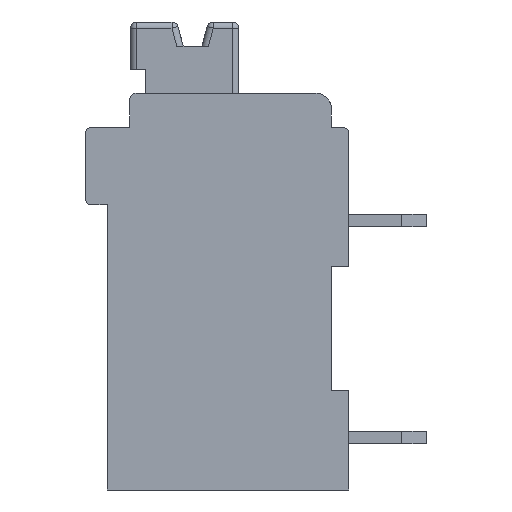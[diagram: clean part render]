
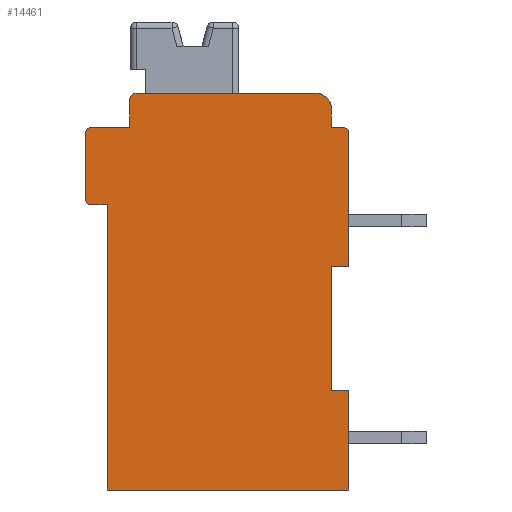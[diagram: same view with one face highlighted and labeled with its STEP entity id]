
A CAD part, left-side view. The second image highlights one B-rep face of the part: STEP entity #14461.
In plain terms, the highlighted planar face has unit normal (-1, 0, 0).
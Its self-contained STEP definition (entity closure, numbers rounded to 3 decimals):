
#358=PLANE('',#15356);
#835=CIRCLE('',#15316,0.5);
#837=CIRCLE('',#15320,0.2);
#857=CIRCLE('',#15357,0.2);
#858=CIRCLE('',#15358,0.2);
#859=CIRCLE('',#15359,0.2);
#2186=ORIENTED_EDGE('',*,*,#6260,.F.);
#2187=ORIENTED_EDGE('',*,*,#6174,.T.);
#2188=ORIENTED_EDGE('',*,*,#6169,.F.);
#2189=ORIENTED_EDGE('',*,*,#6181,.T.);
#2190=ORIENTED_EDGE('',*,*,#6179,.F.);
#2191=ORIENTED_EDGE('',*,*,#6225,.F.);
#2192=ORIENTED_EDGE('',*,*,#6312,.T.);
#2193=ORIENTED_EDGE('',*,*,#6217,.F.);
#2194=ORIENTED_EDGE('',*,*,#6313,.T.);
#2195=ORIENTED_EDGE('',*,*,#6214,.F.);
#2196=ORIENTED_EDGE('',*,*,#5617,.F.);
#2197=ORIENTED_EDGE('',*,*,#6199,.F.);
#2198=ORIENTED_EDGE('',*,*,#6207,.F.);
#2199=ORIENTED_EDGE('',*,*,#6213,.F.);
#2200=ORIENTED_EDGE('',*,*,#6289,.F.);
#2201=ORIENTED_EDGE('',*,*,#6209,.F.);
#2202=ORIENTED_EDGE('',*,*,#5636,.F.);
#2203=ORIENTED_EDGE('',*,*,#6314,.T.);
#2204=ORIENTED_EDGE('',*,*,#6261,.F.);
#5617=EDGE_CURVE('',#7772,#7773,#9150,.T.);
#5636=EDGE_CURVE('',#7784,#7785,#9169,.T.);
#6169=EDGE_CURVE('',#8235,#8236,#9668,.T.);
#6174=EDGE_CURVE('',#8240,#8236,#835,.F.);
#6179=EDGE_CURVE('',#8244,#8241,#9675,.T.);
#6181=EDGE_CURVE('',#8235,#8241,#837,.F.);
#6199=EDGE_CURVE('',#8258,#7772,#9693,.T.);
#6207=EDGE_CURVE('',#8263,#8258,#9701,.T.);
#6209=EDGE_CURVE('',#7785,#8265,#9703,.T.);
#6213=EDGE_CURVE('',#8267,#8263,#9707,.T.);
#6214=EDGE_CURVE('',#7773,#8268,#9708,.T.);
#6217=EDGE_CURVE('',#8269,#8270,#9711,.T.);
#6225=EDGE_CURVE('',#8273,#8244,#9716,.T.);
#6260=EDGE_CURVE('',#8240,#8291,#9735,.T.);
#6261=EDGE_CURVE('',#8291,#8292,#9736,.T.);
#6289=EDGE_CURVE('',#8265,#8267,#9764,.T.);
#6312=EDGE_CURVE('',#8273,#8270,#857,.F.);
#6313=EDGE_CURVE('',#8269,#8268,#858,.F.);
#6314=EDGE_CURVE('',#7784,#8292,#859,.F.);
#7772=VERTEX_POINT('',#20617);
#7773=VERTEX_POINT('',#20619);
#7784=VERTEX_POINT('',#20652);
#7785=VERTEX_POINT('',#20654);
#8235=VERTEX_POINT('',#21760);
#8236=VERTEX_POINT('',#21762);
#8240=VERTEX_POINT('',#21776);
#8241=VERTEX_POINT('',#21780);
#8244=VERTEX_POINT('',#21785);
#8258=VERTEX_POINT('',#21825);
#8263=VERTEX_POINT('',#21841);
#8265=VERTEX_POINT('',#21847);
#8267=VERTEX_POINT('',#21853);
#8268=VERTEX_POINT('',#21857);
#8269=VERTEX_POINT('',#21861);
#8270=VERTEX_POINT('',#21863);
#8273=VERTEX_POINT('',#21874);
#8291=VERTEX_POINT('',#21927);
#8292=VERTEX_POINT('',#21932);
#9150=LINE('',#20618,#10938);
#9169=LINE('',#20653,#10957);
#9668=LINE('',#21761,#11456);
#9675=LINE('',#21786,#11463);
#9693=LINE('',#21826,#11481);
#9701=LINE('',#21842,#11489);
#9703=LINE('',#21846,#11491);
#9707=LINE('',#21854,#11495);
#9708=LINE('',#21856,#11496);
#9711=LINE('',#21862,#11499);
#9716=LINE('',#21875,#11504);
#9735=LINE('',#21929,#11523);
#9736=LINE('',#21931,#11524);
#9764=LINE('',#21975,#11552);
#10938=VECTOR('',#16487,1000.);
#10957=VECTOR('',#16514,1000.);
#11456=VECTOR('',#17257,1000.);
#11463=VECTOR('',#17272,1000.);
#11481=VECTOR('',#17306,1000.);
#11489=VECTOR('',#17320,1000.);
#11491=VECTOR('',#17324,1000.);
#11495=VECTOR('',#17330,1000.);
#11496=VECTOR('',#17333,1000.);
#11499=VECTOR('',#17338,1000.);
#11504=VECTOR('',#17351,1000.);
#11523=VECTOR('',#17404,1000.);
#11524=VECTOR('',#17407,1000.);
#11552=VECTOR('',#17437,1000.);
#12721=EDGE_LOOP('',(#2186,#2187,#2188,#2189,#2190,#2191,#2192,#2193,#2194,
#2195,#2196,#2197,#2198,#2199,#2200,#2201,#2202,#2203,#2204));
#13513=FACE_BOUND('',#12721,.T.);
#14461=ADVANCED_FACE('',(#13513),#358,.F.);
#15316=AXIS2_PLACEMENT_3D('',#21775,#17264,#17265);
#15320=AXIS2_PLACEMENT_3D('',#21789,#17277,#17278);
#15356=AXIS2_PLACEMENT_3D('',#22008,#17460,#17461);
#15357=AXIS2_PLACEMENT_3D('',#22009,#17462,#17463);
#15358=AXIS2_PLACEMENT_3D('',#22010,#17464,#17465);
#15359=AXIS2_PLACEMENT_3D('',#22011,#17466,#17467);
#16487=DIRECTION('',(0.,0.,1.));
#16514=DIRECTION('',(0.,0.,-1.));
#17257=DIRECTION('',(0.,-1.,0.));
#17264=DIRECTION('',(1.,0.,0.));
#17265=DIRECTION('',(0.,0.,-1.));
#17272=DIRECTION('',(0.,0.,1.));
#17277=DIRECTION('',(1.,0.,0.));
#17278=DIRECTION('',(0.,0.,-1.));
#17306=DIRECTION('',(0.,1.,0.));
#17320=DIRECTION('',(0.,0.,-1.));
#17324=DIRECTION('',(0.,1.,0.));
#17330=DIRECTION('',(0.,-1.,0.));
#17333=DIRECTION('',(0.,1.,0.));
#17338=DIRECTION('',(0.,0.,1.));
#17351=DIRECTION('',(0.,-1.,0.));
#17404=DIRECTION('',(0.,0.,-1.));
#17407=DIRECTION('',(0.,-1.,0.));
#17437=DIRECTION('',(0.,0.,-1.));
#17460=DIRECTION('',(1.,0.,0.));
#17461=DIRECTION('',(0.,0.,-1.));
#17462=DIRECTION('',(1.,0.,0.));
#17463=DIRECTION('',(0.,0.,-1.));
#17464=DIRECTION('',(1.,0.,0.));
#17465=DIRECTION('',(0.,0.,-1.));
#17466=DIRECTION('',(1.,0.,0.));
#17467=DIRECTION('',(0.,0.,-1.));
#20617=CARTESIAN_POINT('',(-10.85,3.98,-5.2));
#20618=CARTESIAN_POINT('',(-10.85,3.98,4.));
#20619=CARTESIAN_POINT('',(-10.85,3.98,4.));
#20652=CARTESIAN_POINT('',(-10.85,-3.82,6.3));
#20653=CARTESIAN_POINT('',(-10.85,-3.82,6.5));
#20654=CARTESIAN_POINT('',(-10.85,-3.82,2.));
#21760=CARTESIAN_POINT('',(-10.85,3.05,7.6));
#21761=CARTESIAN_POINT('',(-10.85,3.25,7.6));
#21762=CARTESIAN_POINT('',(-10.85,-2.75,7.6));
#21775=CARTESIAN_POINT('',(-10.85,-2.75,7.1));
#21776=CARTESIAN_POINT('',(-10.85,-3.25,7.1));
#21780=CARTESIAN_POINT('',(-10.85,3.25,7.4));
#21785=CARTESIAN_POINT('',(-10.85,3.25,6.5));
#21786=CARTESIAN_POINT('',(-10.85,3.25,7.6));
#21789=CARTESIAN_POINT('',(-10.85,3.05,7.4));
#21825=CARTESIAN_POINT('',(-10.85,-3.82,-5.2));
#21826=CARTESIAN_POINT('',(-10.85,-3.82,-5.2));
#21841=CARTESIAN_POINT('',(-10.85,-3.82,-2.));
#21842=CARTESIAN_POINT('',(-10.85,-3.82,-2.));
#21846=CARTESIAN_POINT('',(-10.85,-3.82,2.));
#21847=CARTESIAN_POINT('',(-10.85,-3.25,2.));
#21853=CARTESIAN_POINT('',(-10.85,-3.25,-2.));
#21854=CARTESIAN_POINT('',(-10.85,-3.25,-2.));
#21856=CARTESIAN_POINT('',(-10.85,4.68,4.));
#21857=CARTESIAN_POINT('',(-10.85,4.48,4.));
#21861=CARTESIAN_POINT('',(-10.85,4.68,4.2));
#21862=CARTESIAN_POINT('',(-10.85,4.68,4.));
#21863=CARTESIAN_POINT('',(-10.85,4.68,6.3));
#21874=CARTESIAN_POINT('',(-10.85,4.48,6.5));
#21875=CARTESIAN_POINT('',(-10.85,3.25,6.5));
#21927=CARTESIAN_POINT('',(-10.85,-3.25,6.5));
#21929=CARTESIAN_POINT('',(-10.85,-3.25,6.5));
#21931=CARTESIAN_POINT('',(-10.85,-3.82,6.5));
#21932=CARTESIAN_POINT('',(-10.85,-3.62,6.5));
#21975=CARTESIAN_POINT('',(-10.85,-3.25,2.));
#22008=CARTESIAN_POINT('',(-10.85,0.,0.));
#22009=CARTESIAN_POINT('',(-10.85,4.48,6.3));
#22010=CARTESIAN_POINT('',(-10.85,4.48,4.2));
#22011=CARTESIAN_POINT('',(-10.85,-3.62,6.3));
